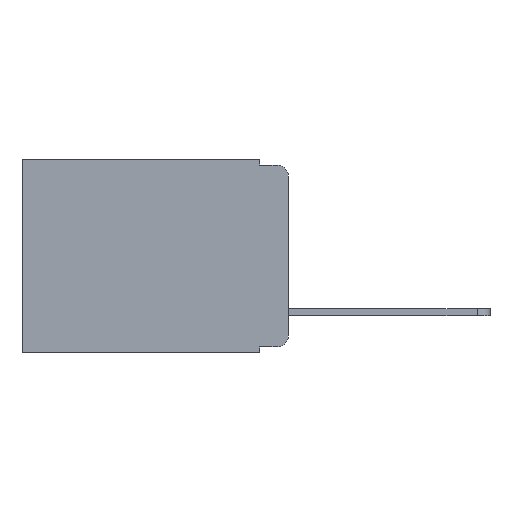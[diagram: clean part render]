
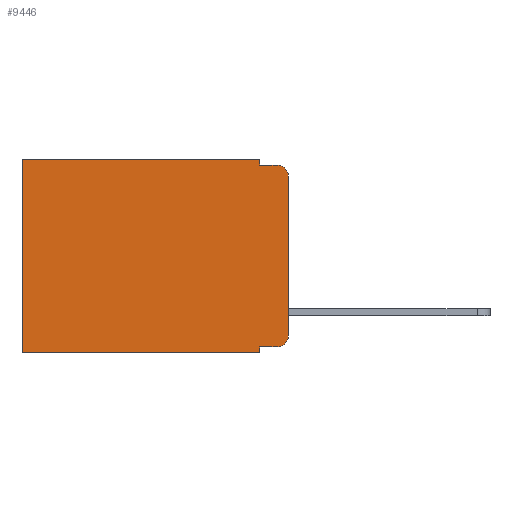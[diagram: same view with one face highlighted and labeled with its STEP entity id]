
A CAD part, left-side view. The second image highlights one B-rep face of the part: STEP entity #9446.
In plain terms, the highlighted planar face has unit normal (-1, 0, 0).
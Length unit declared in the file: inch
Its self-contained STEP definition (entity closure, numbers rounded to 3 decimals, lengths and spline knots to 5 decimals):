
#467 = DIRECTION ( 'NONE',  ( -1., 0., 0. ) ) ;
#482 = EDGE_CURVE ( 'NONE', #5985, #10473, #3712, .T. ) ;
#533 = CARTESIAN_POINT ( 'NONE',  ( 0.298, 0.051, -0.343 ) ) ;
#585 = EDGE_CURVE ( 'NONE', #10473, #6208, #5488, .T. ) ;
#641 = EDGE_CURVE ( 'NONE', #1213, #6208, #8661, .T. ) ;
#760 = EDGE_CURVE ( 'NONE', #1213, #2905, #6091, .T. ) ;
#914 = VECTOR ( 'NONE', #8430, 39.37008 ) ;
#1185 = AXIS2_PLACEMENT_3D ( 'NONE', #5907, #467, #6675 ) ;
#1189 = VECTOR ( 'NONE', #7029, 39.37008 ) ;
#1213 = VERTEX_POINT ( 'NONE', #5504 ) ;
#1899 = LINE ( 'NONE', #2771, #11001 ) ;
#1931 = VERTEX_POINT ( 'NONE', #4689 ) ;
#1991 = CARTESIAN_POINT ( 'NONE',  ( 0.298, 0., 0. ) ) ;
#2080 = ORIENTED_EDGE ( 'NONE', *, *, #7194, .T. ) ;
#2121 = ORIENTED_EDGE ( 'NONE', *, *, #482, .F. ) ;
#2170 = ORIENTED_EDGE ( 'NONE', *, *, #585, .F. ) ;
#2258 = ORIENTED_EDGE ( 'NONE', *, *, #641, .T. ) ;
#2298 = ORIENTED_EDGE ( 'NONE', *, *, #760, .F. ) ;
#2363 = CARTESIAN_POINT ( 'NONE',  ( 0.298, 0.473, 0. ) ) ;
#2649 = AXIS2_PLACEMENT_3D ( 'NONE', #1991, #7885, #2950 ) ;
#2771 = CARTESIAN_POINT ( 'NONE',  ( 0.298, 0., -0.343 ) ) ;
#2827 = ORIENTED_EDGE ( 'NONE', *, *, #10610, .T. ) ;
#2873 = ORIENTED_EDGE ( 'NONE', *, *, #8446, .T. ) ;
#2905 = VERTEX_POINT ( 'NONE', #8935 ) ;
#2920 = ORIENTED_EDGE ( 'NONE', *, *, #6865, .F. ) ;
#2950 = DIRECTION ( 'NONE',  ( 0., 0., -1. ) ) ;
#3139 = VECTOR ( 'NONE', #10557, 39.37008 ) ;
#3309 = VERTEX_POINT ( 'NONE', #3311 ) ;
#3311 = CARTESIAN_POINT ( 'NONE',  ( 0.298, 0.473, -0.343 ) ) ;
#3463 = VECTOR ( 'NONE', #9541, 39.37008 ) ;
#3529 = DIRECTION ( 'NONE',  ( 0., 1., 0. ) ) ;
#3712 = LINE ( 'NONE', #8917, #1189 ) ;
#3727 = LINE ( 'NONE', #8396, #914 ) ;
#3791 = CARTESIAN_POINT ( 'NONE',  ( 0.298, 0.02, -0.03 ) ) ;
#3819 = EDGE_LOOP ( 'NONE', ( #2298, #2258, #2170, #2121, #2080, #4027, #5789, #2920, #2873, #2827 ) ) ;
#4027 = ORIENTED_EDGE ( 'NONE', *, *, #5840, .T. ) ;
#4037 = CARTESIAN_POINT ( 'NONE',  ( 0.298, 0.051, -0.333 ) ) ;
#4221 = EDGE_CURVE ( 'NONE', #8615, #3309, #1899, .T. ) ;
#4357 = CARTESIAN_POINT ( 'NONE',  ( 0.298, 0.051, 0. ) ) ;
#4689 = CARTESIAN_POINT ( 'NONE',  ( 0.298, 0.473, 0. ) ) ;
#4778 = AXIS2_PLACEMENT_3D ( 'NONE', #3791, #5430, #5371 ) ;
#4858 = CARTESIAN_POINT ( 'NONE',  ( 0.298, 0.051, -0.01 ) ) ;
#5110 = CARTESIAN_POINT ( 'NONE',  ( 0.298, 0.051, -0.01 ) ) ;
#5371 = DIRECTION ( 'NONE',  ( 0., 0., -1. ) ) ;
#5430 = DIRECTION ( 'NONE',  ( -1., 0., 0. ) ) ;
#5488 = LINE ( 'NONE', #5110, #3139 ) ;
#5504 = CARTESIAN_POINT ( 'NONE',  ( 0.298, 0., -0.03 ) ) ;
#5542 = VERTEX_POINT ( 'NONE', #9526 ) ;
#5613 = CARTESIAN_POINT ( 'NONE',  ( 0.298, 0.051, 0. ) ) ;
#5789 = ORIENTED_EDGE ( 'NONE', *, *, #4221, .F. ) ;
#5840 = EDGE_CURVE ( 'NONE', #1931, #3309, #10733, .T. ) ;
#5852 = VECTOR ( 'NONE', #7926, 39.37008 ) ;
#5907 = CARTESIAN_POINT ( 'NONE',  ( 0.298, 0.02, -0.313 ) ) ;
#5923 = VECTOR ( 'NONE', #10465, 39.37008 ) ;
#5985 = VERTEX_POINT ( 'NONE', #4357 ) ;
#6091 = LINE ( 'NONE', #8832, #5852 ) ;
#6156 = LINE ( 'NONE', #4037, #5923 ) ;
#6208 = VERTEX_POINT ( 'NONE', #10982 ) ;
#6415 = CARTESIAN_POINT ( 'NONE',  ( 0.298, 0.02, -0.333 ) ) ;
#6675 = DIRECTION ( 'NONE',  ( 0., 0., -1. ) ) ;
#6846 = FACE_OUTER_BOUND ( 'NONE', #3819, .T. ) ;
#6865 = EDGE_CURVE ( 'NONE', #5542, #8615, #8052, .T. ) ;
#7029 = DIRECTION ( 'NONE',  ( 0., 0., -1. ) ) ;
#7112 = PLANE ( 'NONE',  #2649 ) ;
#7194 = EDGE_CURVE ( 'NONE', #5985, #1931, #3727, .T. ) ;
#7885 = DIRECTION ( 'NONE',  ( 1., 0., 0. ) ) ;
#7926 = DIRECTION ( 'NONE',  ( 0., 0., -1. ) ) ;
#8052 = LINE ( 'NONE', #5613, #3463 ) ;
#8203 = DIRECTION ( 'NONE',  ( 0., 0., -1. ) ) ;
#8396 = CARTESIAN_POINT ( 'NONE',  ( 0.298, 0., 0. ) ) ;
#8430 = DIRECTION ( 'NONE',  ( 0., 1., 0. ) ) ;
#8446 = EDGE_CURVE ( 'NONE', #5542, #8944, #6156, .T. ) ;
#8615 = VERTEX_POINT ( 'NONE', #533 ) ;
#8661 = CIRCLE ( 'NONE', #4778, 0.02 ) ;
#8832 = CARTESIAN_POINT ( 'NONE',  ( 0.298, 0., 0. ) ) ;
#8917 = CARTESIAN_POINT ( 'NONE',  ( 0.298, 0.051, 0. ) ) ;
#8935 = CARTESIAN_POINT ( 'NONE',  ( 0.298, 0., -0.313 ) ) ;
#8944 = VERTEX_POINT ( 'NONE', #6415 ) ;
#9446 = ADVANCED_FACE ( 'NONE', ( #6846 ), #7112, .F. ) ;
#9526 = CARTESIAN_POINT ( 'NONE',  ( 0.298, 0.051, -0.333 ) ) ;
#9541 = DIRECTION ( 'NONE',  ( 0., 0., -1. ) ) ;
#9692 = CIRCLE ( 'NONE', #1185, 0.02 ) ;
#10465 = DIRECTION ( 'NONE',  ( 0., -1., 0. ) ) ;
#10473 = VERTEX_POINT ( 'NONE', #4858 ) ;
#10477 = VECTOR ( 'NONE', #8203, 39.37008 ) ;
#10557 = DIRECTION ( 'NONE',  ( 0., -1., 0. ) ) ;
#10610 = EDGE_CURVE ( 'NONE', #8944, #2905, #9692, .T. ) ;
#10733 = LINE ( 'NONE', #2363, #10477 ) ;
#10982 = CARTESIAN_POINT ( 'NONE',  ( 0.298, 0.02, -0.01 ) ) ;
#11001 = VECTOR ( 'NONE', #3529, 39.37008 ) ;
